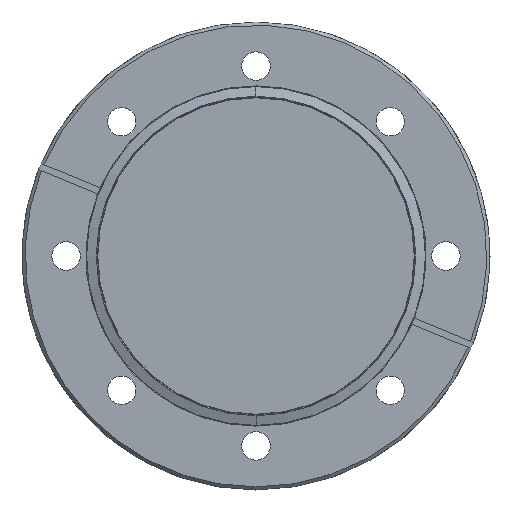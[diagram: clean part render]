
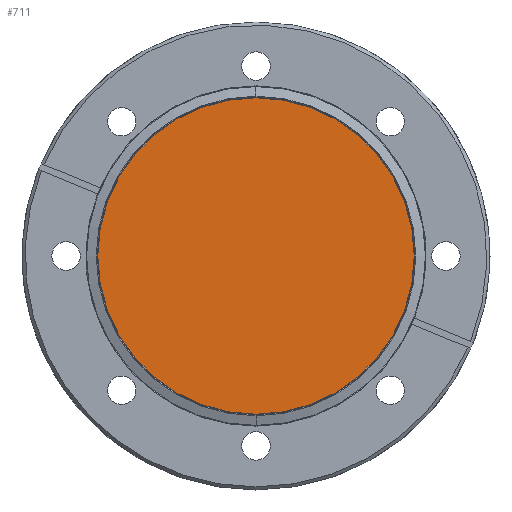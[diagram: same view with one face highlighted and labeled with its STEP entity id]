
A CAD part, left-side view. The second image highlights one B-rep face of the part: STEP entity #711.
In plain terms, the highlighted planar face has unit normal (-1, 0, 0).
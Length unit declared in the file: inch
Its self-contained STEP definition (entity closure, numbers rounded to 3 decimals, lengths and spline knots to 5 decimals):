
#16 = EDGE_CURVE ( 'NONE', #578, #1248, #405, .T. ) ;
#57 = DIRECTION ( 'NONE',  ( -1., 0., 0. ) ) ;
#66 = DIRECTION ( 'NONE',  ( 0., 0., -1. ) ) ;
#91 = CARTESIAN_POINT ( 'NONE',  ( 0.051, 1.51559, 0. ) ) ;
#135 = ORIENTED_EDGE ( 'NONE', *, *, #985, .T. ) ;
#162 = CARTESIAN_POINT ( 'NONE',  ( 0.051, 0., 0. ) ) ;
#206 = FACE_OUTER_BOUND ( 'NONE', #482, .T. ) ;
#259 = CARTESIAN_POINT ( 'NONE',  ( 0.051, 0., -1.5114 ) ) ;
#297 = AXIS2_PLACEMENT_3D ( 'NONE', #91, #897, #492 ) ;
#405 = CIRCLE ( 'NONE', #984, 1.5114 ) ;
#482 = EDGE_LOOP ( 'NONE', ( #135, #1297 ) ) ;
#492 = DIRECTION ( 'NONE',  ( 0., 0., -1. ) ) ;
#578 = VERTEX_POINT ( 'NONE', #1018 ) ;
#639 = AXIS2_PLACEMENT_3D ( 'NONE', #162, #988, #649 ) ;
#649 = DIRECTION ( 'NONE',  ( 0., 0., -1. ) ) ;
#664 = PLANE ( 'NONE',  #297 ) ;
#711 = ADVANCED_FACE ( 'NONE', ( #206 ), #664, .F. ) ;
#897 = DIRECTION ( 'NONE',  ( 1., 0., 0. ) ) ;
#984 = AXIS2_PLACEMENT_3D ( 'NONE', #1190, #57, #66 ) ;
#985 = EDGE_CURVE ( 'NONE', #1248, #578, #1452, .T. ) ;
#988 = DIRECTION ( 'NONE',  ( -1., 0., 0. ) ) ;
#1018 = CARTESIAN_POINT ( 'NONE',  ( 0.051, 0., 1.5114 ) ) ;
#1190 = CARTESIAN_POINT ( 'NONE',  ( 0.051, 0., 0. ) ) ;
#1248 = VERTEX_POINT ( 'NONE', #259 ) ;
#1297 = ORIENTED_EDGE ( 'NONE', *, *, #16, .T. ) ;
#1452 = CIRCLE ( 'NONE', #639, 1.5114 ) ;
